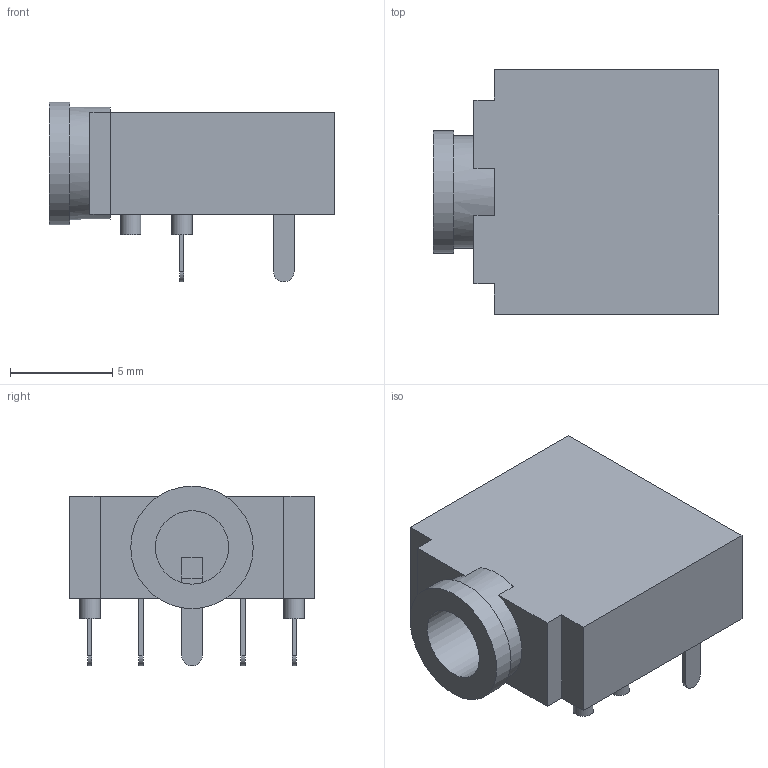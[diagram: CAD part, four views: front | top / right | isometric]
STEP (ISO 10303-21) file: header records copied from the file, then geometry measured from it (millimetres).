
FILE_DESCRIPTION(('FreeCAD Model'),'2;1');
FILE_NAME( 'SJ1-3525N.step', '2020-09-09T23:13:26',('Author'),(''), 'Open CASCADE STEP processor 7.3','FreeCAD','Unknown');
FILE_SCHEMA(('AUTOMOTIVE_DESIGN { 1 0 10303 214 1 1 1 1 }'));
Length unit declared in the file: millimetre
Products named in the file (2): Body; Pins
Bounding box: 14 x 12 x 8.8 mm (x, y, z)
Volume: 678.6 mm3; surface area: 808.4 mm2
Topology: 2 solids, 2 shells, 79 faces, 188 edges, 120 vertices
Faces by surface type: plane 61, cylinder 18
Full cylindrical faces by diameter (mm): 1 x5, 3.6 x1, 5.5 x1, 6 x1
Entity records: 4768 total; most frequent: CARTESIAN_POINT 824, DIRECTION 754, LINE 484, VECTOR 484, ORIENTED_EDGE 376, PCURVE 376, DEFINITIONAL_REPRESENTATION 376, EDGE_CURVE 188
